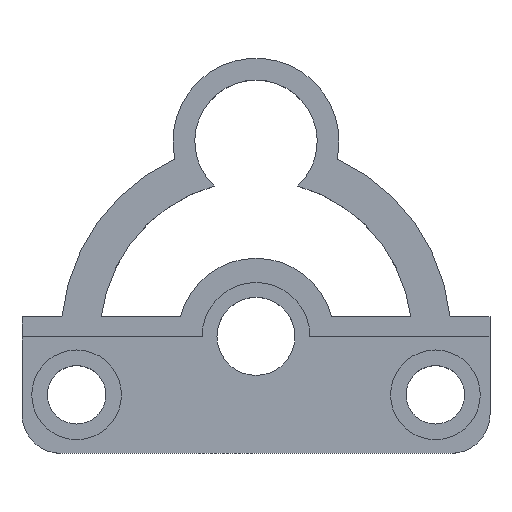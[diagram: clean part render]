
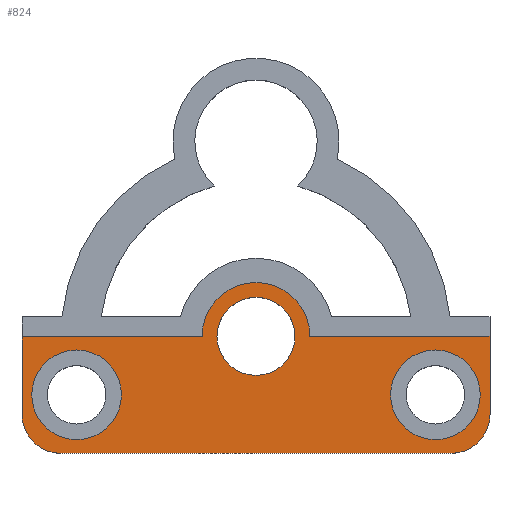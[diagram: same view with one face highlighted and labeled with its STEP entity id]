
A CAD part, top view. The second image highlights one B-rep face of the part: STEP entity #824.
In plain terms, the highlighted planar face has unit normal (0, 0, 1).
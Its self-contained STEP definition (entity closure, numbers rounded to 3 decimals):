
#21=FACE_BOUND('',#125,.T.);
#22=FACE_BOUND('',#126,.T.);
#23=FACE_BOUND('',#127,.T.);
#24=FACE_BOUND('',#128,.T.);
#42=PLANE('',#912);
#77=FACE_OUTER_BOUND('',#124,.T.);
#124=EDGE_LOOP('',(#623,#624,#625,#626,#627,#628,#629,#630,#631,#632));
#125=EDGE_LOOP('',(#633));
#126=EDGE_LOOP('',(#634,#635,#636,#637,#638,#639));
#127=EDGE_LOOP('',(#640));
#128=EDGE_LOOP('',(#641));
#173=LINE('',#1263,#242);
#177=LINE('',#1273,#246);
#181=LINE('',#1287,#250);
#185=LINE('',#1299,#254);
#188=LINE('',#1305,#257);
#194=LINE('',#1329,#263);
#197=LINE('',#1335,#266);
#242=VECTOR('',#1005,10.);
#246=VECTOR('',#1017,10.);
#250=VECTOR('',#1029,10.);
#254=VECTOR('',#1041,10.);
#257=VECTOR('',#1046,10.);
#263=VECTOR('',#1072,10.);
#266=VECTOR('',#1077,10.);
#304=CIRCLE('',#870,3.75);
#306=CIRCLE('',#873,3.75);
#309=CIRCLE('',#877,20.);
#311=CIRCLE('',#880,7.85);
#313=CIRCLE('',#883,20.);
#315=CIRCLE('',#887,10.);
#316=CIRCLE('',#890,5.);
#319=CIRCLE('',#895,5.);
#321=CIRCLE('',#900,25.);
#323=CIRCLE('',#903,10.65);
#325=CIRCLE('',#906,25.);
#327=CIRCLE('',#911,5.);
#352=VERTEX_POINT('',#1227);
#354=VERTEX_POINT('',#1233);
#358=VERTEX_POINT('',#1242);
#359=VERTEX_POINT('',#1244);
#361=VERTEX_POINT('',#1250);
#363=VERTEX_POINT('',#1256);
#365=VERTEX_POINT('',#1262);
#367=VERTEX_POINT('',#1268);
#368=VERTEX_POINT('',#1275);
#372=VERTEX_POINT('',#1284);
#373=VERTEX_POINT('',#1286);
#375=VERTEX_POINT('',#1292);
#377=VERTEX_POINT('',#1298);
#379=VERTEX_POINT('',#1304);
#381=VERTEX_POINT('',#1310);
#383=VERTEX_POINT('',#1316);
#385=VERTEX_POINT('',#1322);
#387=VERTEX_POINT('',#1328);
#389=VERTEX_POINT('',#1334);
#430=EDGE_CURVE('',#352,#352,#304,.T.);
#433=EDGE_CURVE('',#354,#354,#306,.T.);
#438=EDGE_CURVE('',#359,#358,#309,.T.);
#441=EDGE_CURVE('',#361,#359,#311,.T.);
#444=EDGE_CURVE('',#363,#361,#313,.T.);
#447=EDGE_CURVE('',#365,#363,#173,.T.);
#450=EDGE_CURVE('',#367,#365,#315,.T.);
#453=EDGE_CURVE('',#358,#367,#177,.T.);
#454=EDGE_CURVE('',#368,#368,#316,.T.);
#459=EDGE_CURVE('',#373,#372,#181,.T.);
#462=EDGE_CURVE('',#375,#373,#319,.T.);
#465=EDGE_CURVE('',#377,#375,#185,.T.);
#468=EDGE_CURVE('',#379,#377,#188,.T.);
#471=EDGE_CURVE('',#381,#379,#321,.T.);
#474=EDGE_CURVE('',#383,#381,#323,.T.);
#477=EDGE_CURVE('',#385,#383,#325,.T.);
#480=EDGE_CURVE('',#387,#385,#194,.T.);
#483=EDGE_CURVE('',#389,#387,#197,.T.);
#486=EDGE_CURVE('',#372,#389,#327,.T.);
#623=ORIENTED_EDGE('',*,*,#486,.T.);
#624=ORIENTED_EDGE('',*,*,#483,.T.);
#625=ORIENTED_EDGE('',*,*,#480,.T.);
#626=ORIENTED_EDGE('',*,*,#477,.T.);
#627=ORIENTED_EDGE('',*,*,#474,.T.);
#628=ORIENTED_EDGE('',*,*,#471,.T.);
#629=ORIENTED_EDGE('',*,*,#468,.T.);
#630=ORIENTED_EDGE('',*,*,#465,.T.);
#631=ORIENTED_EDGE('',*,*,#462,.T.);
#632=ORIENTED_EDGE('',*,*,#459,.T.);
#633=ORIENTED_EDGE('',*,*,#454,.T.);
#634=ORIENTED_EDGE('',*,*,#453,.T.);
#635=ORIENTED_EDGE('',*,*,#450,.T.);
#636=ORIENTED_EDGE('',*,*,#447,.T.);
#637=ORIENTED_EDGE('',*,*,#444,.T.);
#638=ORIENTED_EDGE('',*,*,#441,.T.);
#639=ORIENTED_EDGE('',*,*,#438,.T.);
#640=ORIENTED_EDGE('',*,*,#433,.T.);
#641=ORIENTED_EDGE('',*,*,#430,.T.);
#824=ADVANCED_FACE('',(#77,#21,#22,#23,#24),#42,.T.);
#870=AXIS2_PLACEMENT_3D('',#1228,#968,#969);
#873=AXIS2_PLACEMENT_3D('',#1234,#975,#976);
#877=AXIS2_PLACEMENT_3D('',#1245,#985,#986);
#880=AXIS2_PLACEMENT_3D('',#1251,#992,#993);
#883=AXIS2_PLACEMENT_3D('',#1257,#999,#1000);
#887=AXIS2_PLACEMENT_3D('',#1269,#1011,#1012);
#890=AXIS2_PLACEMENT_3D('',#1276,#1020,#1021);
#895=AXIS2_PLACEMENT_3D('',#1293,#1035,#1036);
#900=AXIS2_PLACEMENT_3D('',#1311,#1052,#1053);
#903=AXIS2_PLACEMENT_3D('',#1317,#1059,#1060);
#906=AXIS2_PLACEMENT_3D('',#1323,#1066,#1067);
#911=AXIS2_PLACEMENT_3D('',#1339,#1083,#1084);
#912=AXIS2_PLACEMENT_3D('',#1340,#1085,#1086);
#968=DIRECTION('center_axis',(0.,0.,-1.));
#969=DIRECTION('ref_axis',(1.,0.,0.));
#975=DIRECTION('center_axis',(0.,0.,-1.));
#976=DIRECTION('ref_axis',(1.,0.,0.));
#985=DIRECTION('center_axis',(0.,0.,-1.));
#986=DIRECTION('ref_axis',(0.992,0.125,0.));
#992=DIRECTION('center_axis',(0.,0.,-1.));
#993=DIRECTION('ref_axis',(0.683,-0.73,0.));
#999=DIRECTION('center_axis',(0.,0.,-1.));
#1000=DIRECTION('ref_axis',(-0.268,0.963,0.));
#1005=DIRECTION('',(-1.,0.,0.));
#1011=DIRECTION('center_axis',(0.,0.,1.));
#1012=DIRECTION('ref_axis',(0.968,0.25,0.));
#1017=DIRECTION('',(-1.,0.,0.));
#1020=DIRECTION('center_axis',(0.,0.,-1.));
#1021=DIRECTION('ref_axis',(1.,0.,0.));
#1029=DIRECTION('',(1.,0.,0.));
#1035=DIRECTION('center_axis',(0.,0.,1.));
#1036=DIRECTION('ref_axis',(-1.,0.,0.));
#1041=DIRECTION('',(0.,-1.,0.));
#1046=DIRECTION('',(-1.,0.,0.));
#1052=DIRECTION('center_axis',(0.,0.,1.));
#1053=DIRECTION('ref_axis',(-0.416,0.909,0.));
#1059=DIRECTION('center_axis',(0.,0.,1.));
#1060=DIRECTION('ref_axis',(0.977,-0.213,0.));
#1066=DIRECTION('center_axis',(0.,0.,1.));
#1067=DIRECTION('ref_axis',(0.995,0.1,0.));
#1072=DIRECTION('',(-1.,0.,0.));
#1077=DIRECTION('',(0.,1.,0.));
#1083=DIRECTION('center_axis',(0.,0.,1.));
#1084=DIRECTION('ref_axis',(0.,-1.,0.));
#1085=DIRECTION('center_axis',(0.,0.,1.));
#1086=DIRECTION('ref_axis',(1.,0.,0.));
#1227=CARTESIAN_POINT('',(-26.75,-7.5,5.));
#1228=CARTESIAN_POINT('Origin',(-23.,-7.5,5.));
#1233=CARTESIAN_POINT('',(19.25,-7.5,5.));
#1234=CARTESIAN_POINT('Origin',(23.,-7.5,5.));
#1242=CARTESIAN_POINT('',(19.843,2.5,5.));
#1244=CARTESIAN_POINT('',(5.363,19.268,5.));
#1245=CARTESIAN_POINT('Origin',(0.,0.,5.));
#1250=CARTESIAN_POINT('',(-5.363,19.268,5.));
#1251=CARTESIAN_POINT('Origin',(0.,25.,5.));
#1256=CARTESIAN_POINT('',(-19.843,2.5,5.));
#1257=CARTESIAN_POINT('Origin',(0.,0.,5.));
#1262=CARTESIAN_POINT('',(-9.682,2.5,5.));
#1263=CARTESIAN_POINT('',(-19.843,2.5,5.));
#1268=CARTESIAN_POINT('',(9.682,2.5,5.));
#1269=CARTESIAN_POINT('Origin',(0.,0.,5.));
#1273=CARTESIAN_POINT('',(9.682,2.5,5.));
#1275=CARTESIAN_POINT('',(-5.,0.,5.));
#1276=CARTESIAN_POINT('Origin',(0.,0.,5.));
#1284=CARTESIAN_POINT('',(25.,-15.,5.));
#1286=CARTESIAN_POINT('',(-25.,-15.,5.));
#1287=CARTESIAN_POINT('',(30.,-15.,5.));
#1292=CARTESIAN_POINT('',(-30.,-10.,5.));
#1293=CARTESIAN_POINT('Origin',(-25.,-10.,5.));
#1298=CARTESIAN_POINT('',(-30.,2.5,5.));
#1299=CARTESIAN_POINT('',(-30.,0.,5.));
#1304=CARTESIAN_POINT('',(-24.875,2.5,5.));
#1305=CARTESIAN_POINT('',(-30.,2.5,5.));
#1310=CARTESIAN_POINT('',(-10.406,22.732,5.));
#1311=CARTESIAN_POINT('Origin',(0.,0.,5.));
#1316=CARTESIAN_POINT('',(10.406,22.732,5.));
#1317=CARTESIAN_POINT('Origin',(0.,25.,5.));
#1322=CARTESIAN_POINT('',(24.875,2.5,5.));
#1323=CARTESIAN_POINT('Origin',(0.,0.,5.));
#1328=CARTESIAN_POINT('',(30.,2.5,5.));
#1329=CARTESIAN_POINT('',(30.,2.5,5.));
#1334=CARTESIAN_POINT('',(30.,-10.,5.));
#1335=CARTESIAN_POINT('',(30.,0.,5.));
#1339=CARTESIAN_POINT('Origin',(25.,-10.,5.));
#1340=CARTESIAN_POINT('Origin',(0.,10.325,5.));
